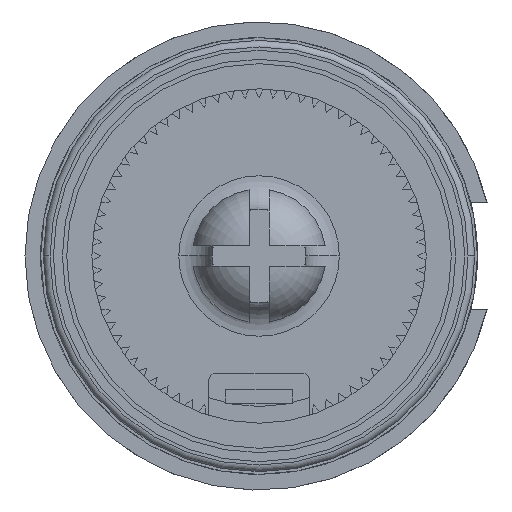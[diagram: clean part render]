
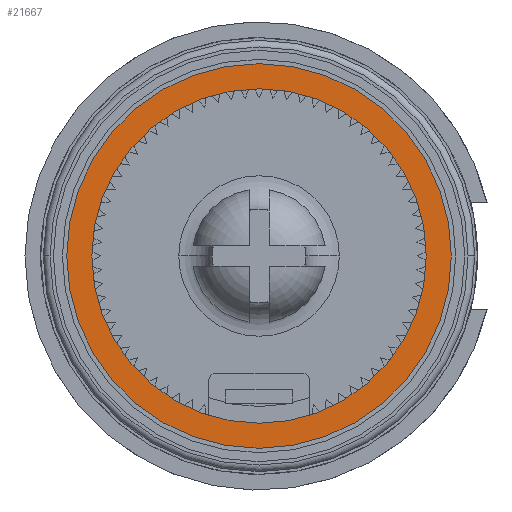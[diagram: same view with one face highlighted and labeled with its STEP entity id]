
A CAD part, front view. The second image highlights one B-rep face of the part: STEP entity #21667.
In plain terms, the highlighted planar face has unit normal (0, -1, 0).
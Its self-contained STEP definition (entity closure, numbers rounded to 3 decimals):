
#1121 = FACE_BOUND ( 'NONE', #20888, .T. ) ;
#1821 = CARTESIAN_POINT ( 'NONE',  ( 0., -1., -2.875 ) ) ;
#3120 = VERTEX_POINT ( 'NONE', #1821 ) ;
#3972 = CARTESIAN_POINT ( 'NONE',  ( 0., -1., 0. ) ) ;
#4892 = DIRECTION ( 'NONE',  ( 0., 0., 1. ) ) ;
#4915 = EDGE_CURVE ( 'NONE', #6595, #17652, #26794, .T. ) ;
#5328 = DIRECTION ( 'NONE',  ( 0., 1., 0. ) ) ;
#5752 = DIRECTION ( 'NONE',  ( 0., 0., 1. ) ) ;
#6185 = CIRCLE ( 'NONE', #14807, 2.875 ) ;
#6574 = CARTESIAN_POINT ( 'NONE',  ( 0., -1., 2.875 ) ) ;
#6595 = VERTEX_POINT ( 'NONE', #8092 ) ;
#6681 = VERTEX_POINT ( 'NONE', #6574 ) ;
#8092 = CARTESIAN_POINT ( 'NONE',  ( 0., -1., -2.5 ) ) ;
#8308 = FACE_OUTER_BOUND ( 'NONE', #22979, .T. ) ;
#9723 = ORIENTED_EDGE ( 'NONE', *, *, #20162, .T. ) ;
#9881 = CARTESIAN_POINT ( 'NONE',  ( 0., -1., 2.5 ) ) ;
#10261 = PLANE ( 'NONE',  #26786 ) ;
#10267 = DIRECTION ( 'NONE',  ( 0., 1., 0. ) ) ;
#12276 = ORIENTED_EDGE ( 'NONE', *, *, #4915, .T. ) ;
#13448 = AXIS2_PLACEMENT_3D ( 'NONE', #18374, #25416, #4892 ) ;
#14807 = AXIS2_PLACEMENT_3D ( 'NONE', #17091, #28326, #26674 ) ;
#17091 = CARTESIAN_POINT ( 'NONE',  ( 0., -1., 0. ) ) ;
#17538 = ORIENTED_EDGE ( 'NONE', *, *, #18670, .F. ) ;
#17652 = VERTEX_POINT ( 'NONE', #9881 ) ;
#18052 = EDGE_CURVE ( 'NONE', #3120, #6681, #6185, .T. ) ;
#18163 = AXIS2_PLACEMENT_3D ( 'NONE', #3972, #10267, #28937 ) ;
#18374 = CARTESIAN_POINT ( 'NONE',  ( 0., -1., 0. ) ) ;
#18553 = AXIS2_PLACEMENT_3D ( 'NONE', #21976, #5328, #21372 ) ;
#18670 = EDGE_CURVE ( 'NONE', #6681, #3120, #28658, .T. ) ;
#20162 = EDGE_CURVE ( 'NONE', #17652, #6595, #20444, .T. ) ;
#20444 = CIRCLE ( 'NONE', #18553, 2.5 ) ;
#20888 = EDGE_LOOP ( 'NONE', ( #9723, #12276 ) ) ;
#20928 = ORIENTED_EDGE ( 'NONE', *, *, #18052, .F. ) ;
#21372 = DIRECTION ( 'NONE',  ( 0., 0., 1. ) ) ;
#21667 = ADVANCED_FACE ( 'NONE', ( #1121, #8308 ), #10261, .F. ) ;
#21976 = CARTESIAN_POINT ( 'NONE',  ( 0., -1., 0. ) ) ;
#22979 = EDGE_LOOP ( 'NONE', ( #20928, #17538 ) ) ;
#25416 = DIRECTION ( 'NONE',  ( 0., 1., 0. ) ) ;
#26413 = CARTESIAN_POINT ( 'NONE',  ( 0., -1., 0. ) ) ;
#26552 = DIRECTION ( 'NONE',  ( 0., 1., 0. ) ) ;
#26674 = DIRECTION ( 'NONE',  ( 0., 0., 1. ) ) ;
#26786 = AXIS2_PLACEMENT_3D ( 'NONE', #26413, #26552, #5752 ) ;
#26794 = CIRCLE ( 'NONE', #13448, 2.5 ) ;
#28326 = DIRECTION ( 'NONE',  ( 0., 1., 0. ) ) ;
#28658 = CIRCLE ( 'NONE', #18163, 2.875 ) ;
#28937 = DIRECTION ( 'NONE',  ( 0., 0., 1. ) ) ;
